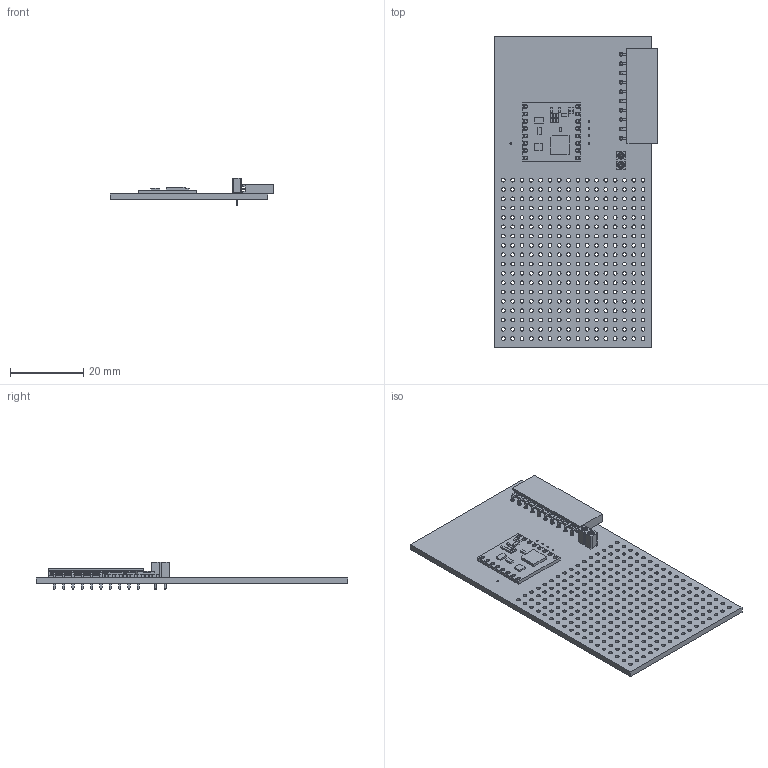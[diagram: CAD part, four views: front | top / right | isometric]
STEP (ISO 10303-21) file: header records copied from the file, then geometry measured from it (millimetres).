
FILE_DESCRIPTION(('PCB Model'),'2;1');
FILE_NAME('Modulo Protocolo LoRa v0.STEP', '2024-09-09T07:17:54',('Felipe'),('Unspecified'), 'Open CASCADE STEP processor 6.8','Proteus','Unknown');
FILE_SCHEMA(('CONFIG_CONTROL_DESIGN','SHAPE_APPEARANCE_LAYER_MIM'));
Length unit declared in the file: millimetre
Products named in the file (55): Open CASCADE STEP translator 6.8 1; Layer_1; U1; Open CASCADE STEP translator 6.8 1.2.1; Body_1; =>[0:1:1:3]; =>[0:1:1:4]; =>[0:1:1:5]; =>[0:1:1:6]; =>[0:1:1:7]; =>[0:1:1:8]; =>[0:1:1:9]; =>[0:1:1:10]; =>[0:1:1:11]; =>[0:1:1:12]; =>[0:1:1:13]; =>[0:1:1:14]; =>[0:1:1:15]; =>[0:1:1:16]; =>[0:1:1:17]; =>[0:1:1:18]; =>[0:1:1:19]; =>[0:1:1:20]; =>[0:1:1:21]; =>[0:1:1:22]; =>[0:1:1:23]; =>[0:1:1:24]; =>[0:1:1:25]; =>[0:1:1:26]; =>[0:1:1:27]; =>[0:1:1:28]; =>[0:1:1:29]; =>[0:1:1:30]; =>[0:1:1:31]; =>[0:1:1:32]; =>[0:1:1:33]; =>[0:1:1:34]; =>[0:1:1:35]; J1; Open CASCADE STEP translator 6.8 1.3.1 ...
Assembly tree (54 placements, depth 5):
  Open CASCADE STEP translator 6.8 1
    Layer_1
    U1
      Open CASCADE STEP translator 6.8 1.2.1
        Body_1
          =>[0:1:1:3]
          =>[0:1:1:4]
          =>[0:1:1:5]
          =>[0:1:1:6]
          =>[0:1:1:7]
          =>[0:1:1:8]
          =>[0:1:1:9]
          =>[0:1:1:10]
          =>[0:1:1:11]
          =>[0:1:1:12]
          =>[0:1:1:13]
          =>[0:1:1:14]
          =>[0:1:1:15]
          =>[0:1:1:16]
          =>[0:1:1:17]
          =>[0:1:1:18]
          =>[0:1:1:19]
          =>[0:1:1:20]
          =>[0:1:1:21]
          =>[0:1:1:22]
          =>[0:1:1:23]
          =>[0:1:1:24]
          =>[0:1:1:25]
          =>[0:1:1:26]
          =>[0:1:1:27]
          =>[0:1:1:28]
          =>[0:1:1:29]
          =>[0:1:1:30]
          =>[0:1:1:31]
          =>[0:1:1:32]
          =>[0:1:1:33]
          =>[0:1:1:34]
          =>[0:1:1:35]
    J1
      Open CASCADE STEP translator 6.8 1.3.1
        Body_1
          =>[0:1:1:3]
          =>[0:1:1:4]
          =>[0:1:1:5]
          =>[0:1:1:6]
          =>[0:1:1:7]
          =>[0:1:1:8]
          =>[0:1:1:9]
          =>[0:1:1:10]
          =>[0:1:1:11]
          =>[0:1:1:12]
          =>[0:1:1:13]
    J2
      Open CASCADE STEP translator 6.8 1.4.1
        Body_1
Bounding box: 44.7 x 85 x 7.37 mm (x, y, z)
Volume: 6252.3 mm3; surface area: 11240 mm2
Topology: 46 solids, 46 shells, 1766 faces, 4847 edges, 3173 vertices
Faces by surface type: plane 864, cylinder 856, cone 40, torus 4, sphere 2
Entity records: 61520 total; most frequent: CARTESIAN_POINT 11361, ORIENTED_EDGE 9678, DIRECTION 9483, EDGE_CURVE 4839, AXIS2_PLACEMENT_3D 3409, VERTEX_POINT 3173, LINE 2665, VECTOR 2665
